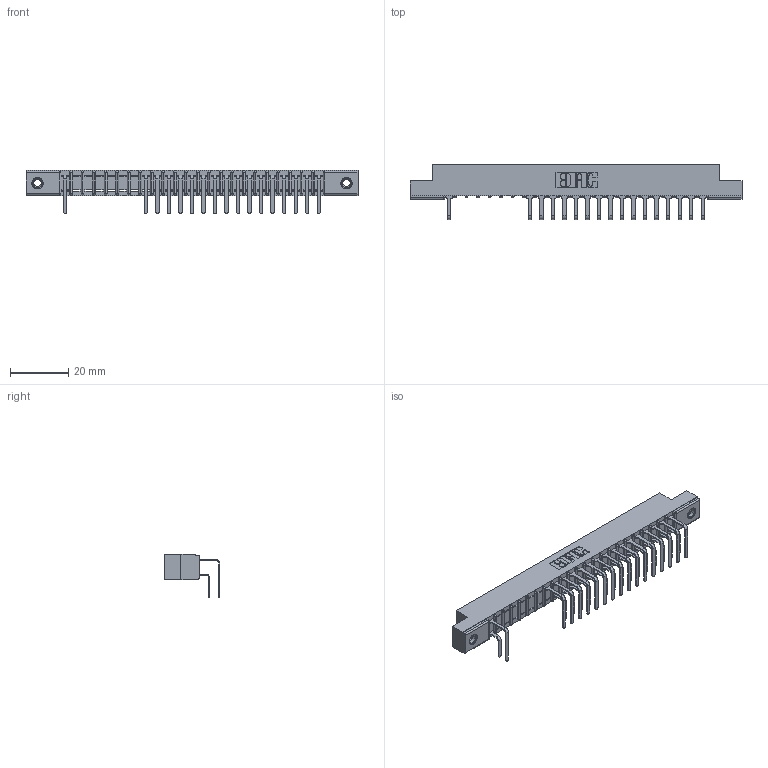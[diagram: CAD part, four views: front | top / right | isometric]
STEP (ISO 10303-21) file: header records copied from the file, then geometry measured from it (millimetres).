
FILE_DESCRIPTION (( 'STEP AP203' ), '1' );
FILE_NAME ('307-046-558-207.STEP', '2018-08-06T03:20:00', ( '' ), ( '' ), 'SwSTEP 2.0', 'SolidWorks 2016', '' );
FILE_SCHEMA (( 'CONFIG_CONTROL_DESIGN' ));
Length unit declared in the file: inch
Products named in the file (5): 307 Part_.156 Dia Mounting Holes; 307-290-001_558 559 - 1 (Single); 307-290-001_558 - 2 (Single); 345-250-001_345-250-005-103; 307-046-558-207
Assembly tree (36 placements, depth 2):
  307-046-558-207
    307 Part_.156 Dia Mounting Holes
    307-290-001_558 559 - 1 (Single)  x16
    307-290-001_558 - 2 (Single)  x17
    345-250-001_345-250-005-103  x2
Bounding box: 114.15 x 18.96 x 14.81 mm (x, y, z)
Volume: 7432.5 mm3; surface area: 13057.4 mm2
Topology: 36 solids, 36 shells, 1982 faces, 5561 edges, 3590 vertices
Faces by surface type: plane 1269, cylinder 649, sphere 48, cone 12, torus 4
Entity records: 25012 total; most frequent: CARTESIAN_POINT 4139, ORIENTED_EDGE 4106, DIRECTION 4057, EDGE_CURVE 2053, VECTOR 1565, LINE 1565, VERTEX_POINT 1328, AXIS2_PLACEMENT_3D 1246
